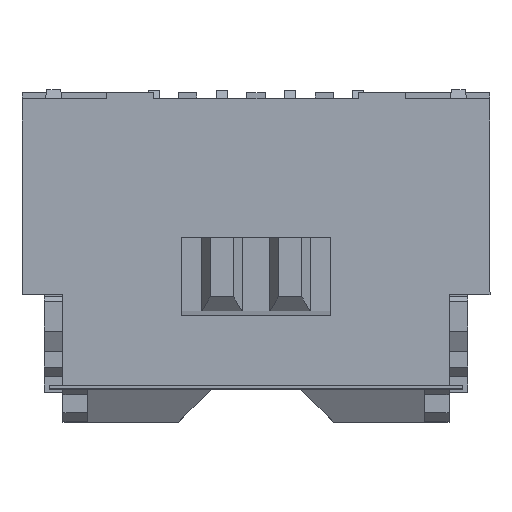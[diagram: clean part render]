
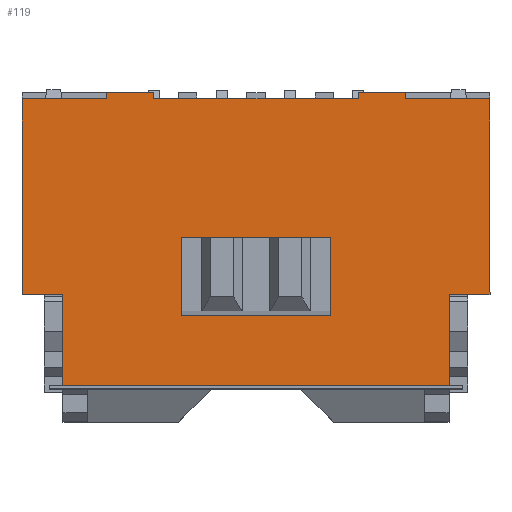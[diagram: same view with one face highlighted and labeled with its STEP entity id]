
A CAD part, top view. The second image highlights one B-rep face of the part: STEP entity #119.
In plain terms, the highlighted planar face has unit normal (0, 0, 1).
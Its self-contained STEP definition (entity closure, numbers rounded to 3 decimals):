
#98=FACE_BOUND('',#1059,.T.);
#99=FACE_BOUND('',#1060,.T.);
#119=ADVANCED_FACE('',(#98,#99),#437,.T.);
#437=PLANE('',#6461);
#1059=EDGE_LOOP('',(#1521,#1522,#1523,#1524,#1525,#1526,#1527,#1528,#1529,
#1530,#1531,#1532,#1533,#1534,#1535,#1536));
#1060=EDGE_LOOP('',(#1537,#1538,#1539,#1540));
#1521=ORIENTED_EDGE('',*,*,#3933,.F.);
#1522=ORIENTED_EDGE('',*,*,#3835,.F.);
#1523=ORIENTED_EDGE('',*,*,#3928,.T.);
#1524=ORIENTED_EDGE('',*,*,#3934,.T.);
#1525=ORIENTED_EDGE('',*,*,#3891,.F.);
#1526=ORIENTED_EDGE('',*,*,#3935,.F.);
#1527=ORIENTED_EDGE('',*,*,#3936,.F.);
#1528=ORIENTED_EDGE('',*,*,#3937,.T.);
#1529=ORIENTED_EDGE('',*,*,#3887,.F.);
#1530=ORIENTED_EDGE('',*,*,#3938,.F.);
#1531=ORIENTED_EDGE('',*,*,#3939,.F.);
#1532=ORIENTED_EDGE('',*,*,#3940,.T.);
#1533=ORIENTED_EDGE('',*,*,#3883,.F.);
#1534=ORIENTED_EDGE('',*,*,#3941,.F.);
#1535=ORIENTED_EDGE('',*,*,#3942,.F.);
#1536=ORIENTED_EDGE('',*,*,#3823,.T.);
#1537=ORIENTED_EDGE('',*,*,#3943,.F.);
#1538=ORIENTED_EDGE('',*,*,#3944,.T.);
#1539=ORIENTED_EDGE('',*,*,#3945,.T.);
#1540=ORIENTED_EDGE('',*,*,#3946,.F.);
#3223=VERTEX_POINT('',#8466);
#3224=VERTEX_POINT('',#8468);
#3235=VERTEX_POINT('',#8492);
#3236=VERTEX_POINT('',#8494);
#3283=VERTEX_POINT('',#8590);
#3284=VERTEX_POINT('',#8592);
#3287=VERTEX_POINT('',#8598);
#3288=VERTEX_POINT('',#8600);
#3291=VERTEX_POINT('',#8606);
#3292=VERTEX_POINT('',#8608);
#3322=VERTEX_POINT('',#8679);
#3327=VERTEX_POINT('',#8694);
#3328=VERTEX_POINT('',#8696);
#3329=VERTEX_POINT('',#8699);
#3330=VERTEX_POINT('',#8701);
#3331=VERTEX_POINT('',#8704);
#3332=VERTEX_POINT('',#8707);
#3333=VERTEX_POINT('',#8708);
#3334=VERTEX_POINT('',#8710);
#3335=VERTEX_POINT('',#8712);
#3823=EDGE_CURVE('',#3224,#3223,#4732,.T.);
#3835=EDGE_CURVE('',#3235,#3236,#4744,.T.);
#3883=EDGE_CURVE('',#3283,#3284,#4792,.T.);
#3887=EDGE_CURVE('',#3287,#3288,#4796,.T.);
#3891=EDGE_CURVE('',#3291,#3292,#4800,.T.);
#3928=EDGE_CURVE('',#3235,#3322,#4837,.T.);
#3933=EDGE_CURVE('',#3236,#3223,#4842,.T.);
#3934=EDGE_CURVE('',#3322,#3292,#4843,.T.);
#3935=EDGE_CURVE('',#3327,#3291,#4844,.T.);
#3936=EDGE_CURVE('',#3328,#3327,#4845,.T.);
#3937=EDGE_CURVE('',#3328,#3288,#4846,.T.);
#3938=EDGE_CURVE('',#3329,#3287,#4847,.T.);
#3939=EDGE_CURVE('',#3330,#3329,#4848,.T.);
#3940=EDGE_CURVE('',#3330,#3284,#4849,.T.);
#3941=EDGE_CURVE('',#3331,#3283,#4850,.T.);
#3942=EDGE_CURVE('',#3224,#3331,#4851,.T.);
#3943=EDGE_CURVE('',#3332,#3333,#4852,.T.);
#3944=EDGE_CURVE('',#3332,#3334,#4853,.T.);
#3945=EDGE_CURVE('',#3334,#3335,#4854,.T.);
#3946=EDGE_CURVE('',#3333,#3335,#4855,.T.);
#4732=LINE('',#8467,#5609);
#4744=LINE('',#8493,#5621);
#4792=LINE('',#8591,#5669);
#4796=LINE('',#8599,#5673);
#4800=LINE('',#8607,#5677);
#4837=LINE('',#8680,#5714);
#4842=LINE('',#8691,#5719);
#4843=LINE('',#8692,#5720);
#4844=LINE('',#8693,#5721);
#4845=LINE('',#8695,#5722);
#4846=LINE('',#8697,#5723);
#4847=LINE('',#8698,#5724);
#4848=LINE('',#8700,#5725);
#4849=LINE('',#8702,#5726);
#4850=LINE('',#8703,#5727);
#4851=LINE('',#8705,#5728);
#4852=LINE('',#8706,#5729);
#4853=LINE('',#8709,#5730);
#4854=LINE('',#8711,#5731);
#4855=LINE('',#8713,#5732);
#5609=VECTOR('',#6851,1.);
#5621=VECTOR('',#6867,1.);
#5669=VECTOR('',#6919,1.);
#5673=VECTOR('',#6923,1.);
#5677=VECTOR('',#6927,1.);
#5714=VECTOR('',#6974,1.);
#5719=VECTOR('',#6983,1.);
#5720=VECTOR('',#6984,1.);
#5721=VECTOR('',#6985,1.);
#5722=VECTOR('',#6986,1.);
#5723=VECTOR('',#6987,1.);
#5724=VECTOR('',#6988,1.);
#5725=VECTOR('',#6989,1.);
#5726=VECTOR('',#6990,1.);
#5727=VECTOR('',#6991,1.);
#5728=VECTOR('',#6992,1.);
#5729=VECTOR('',#6993,1.);
#5730=VECTOR('',#6994,1.);
#5731=VECTOR('',#6995,1.);
#5732=VECTOR('',#6996,1.);
#6461=AXIS2_PLACEMENT_3D('',#8714,#6997,#6998);
#6851=DIRECTION('',(0.,-1.,0.));
#6867=DIRECTION('',(0.,-1.,0.));
#6919=DIRECTION('',(1.,0.,0.));
#6923=DIRECTION('',(1.,0.,0.));
#6927=DIRECTION('',(1.,0.,0.));
#6974=DIRECTION('',(1.,0.,0.));
#6983=DIRECTION('',(-1.,0.,0.));
#6984=DIRECTION('',(0.,1.,0.));
#6985=DIRECTION('',(0.,-1.,0.));
#6986=DIRECTION('',(1.,0.,0.));
#6987=DIRECTION('',(0.,-1.,0.));
#6988=DIRECTION('',(0.,-1.,0.));
#6989=DIRECTION('',(1.,0.,0.));
#6990=DIRECTION('',(0.,-1.,0.));
#6991=DIRECTION('',(0.,1.,0.));
#6992=DIRECTION('',(-1.,0.,0.));
#6993=DIRECTION('',(-1.,0.,0.));
#6994=DIRECTION('',(0.,-1.,0.));
#6995=DIRECTION('',(-1.,0.,0.));
#6996=DIRECTION('',(0.,-1.,0.));
#6997=DIRECTION('',(0.,0.,1.));
#6998=DIRECTION('',(1.,0.,0.));
#8466=CARTESIAN_POINT('',(-4.25,3.2,6.11));
#8467=CARTESIAN_POINT('',(-4.25,5.2,6.11));
#8468=CARTESIAN_POINT('',(-4.25,5.2,6.11));
#8492=CARTESIAN_POINT('',(4.25,5.2,6.11));
#8493=CARTESIAN_POINT('',(4.25,5.2,6.11));
#8494=CARTESIAN_POINT('',(4.25,3.2,6.11));
#8590=CARTESIAN_POINT('',(-5.15,9.5,6.11));
#8591=CARTESIAN_POINT('',(5.15,9.5,6.11));
#8592=CARTESIAN_POINT('',(-3.3,9.5,6.11));
#8598=CARTESIAN_POINT('',(-2.25,9.5,6.11));
#8599=CARTESIAN_POINT('',(5.15,9.5,6.11));
#8600=CARTESIAN_POINT('',(2.25,9.5,6.11));
#8606=CARTESIAN_POINT('',(3.3,9.5,6.11));
#8607=CARTESIAN_POINT('',(5.15,9.5,6.11));
#8608=CARTESIAN_POINT('',(5.15,9.5,6.11));
#8679=CARTESIAN_POINT('',(5.15,5.2,6.11));
#8680=CARTESIAN_POINT('',(4.25,5.2,6.11));
#8691=CARTESIAN_POINT('',(5.15,3.2,6.11));
#8692=CARTESIAN_POINT('',(5.15,9.5,6.11));
#8693=CARTESIAN_POINT('',(3.3,9.65,6.11));
#8694=CARTESIAN_POINT('',(3.3,9.65,6.11));
#8695=CARTESIAN_POINT('',(2.25,9.65,6.11));
#8696=CARTESIAN_POINT('',(2.25,9.65,6.11));
#8697=CARTESIAN_POINT('',(2.25,9.65,6.11));
#8698=CARTESIAN_POINT('',(-2.25,9.65,6.11));
#8699=CARTESIAN_POINT('',(-2.25,9.65,6.11));
#8700=CARTESIAN_POINT('',(-3.3,9.65,6.11));
#8701=CARTESIAN_POINT('',(-3.3,9.65,6.11));
#8702=CARTESIAN_POINT('',(-3.3,9.65,6.11));
#8703=CARTESIAN_POINT('',(-5.15,9.5,6.11));
#8704=CARTESIAN_POINT('',(-5.15,5.2,6.11));
#8705=CARTESIAN_POINT('',(-4.25,5.2,6.11));
#8706=CARTESIAN_POINT('',(1.65,6.45,6.11));
#8707=CARTESIAN_POINT('',(1.65,6.45,6.11));
#8708=CARTESIAN_POINT('',(-1.65,6.45,6.11));
#8709=CARTESIAN_POINT('',(1.65,6.45,6.11));
#8710=CARTESIAN_POINT('',(1.65,4.73,6.11));
#8711=CARTESIAN_POINT('',(1.65,4.73,6.11));
#8712=CARTESIAN_POINT('',(-1.65,4.73,6.11));
#8713=CARTESIAN_POINT('',(-1.65,6.45,6.11));
#8714=CARTESIAN_POINT('',(5.15,9.5,6.11));
